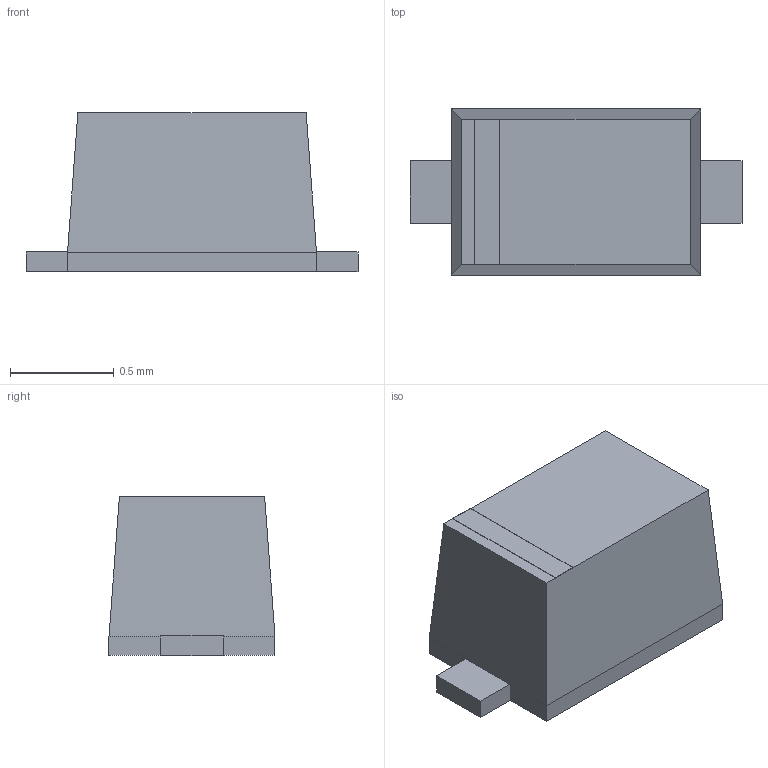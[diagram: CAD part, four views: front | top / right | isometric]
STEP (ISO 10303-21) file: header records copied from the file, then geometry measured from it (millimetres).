
FILE_DESCRIPTION(('FreeCAD Model'),'2;1');
FILE_NAME('18237836.1.1.stp','2023-11-14T08:24:15',( 'Author'),(''),'Open CASCADE STEP processor 6.9','FreeCAD','Unknown' );
FILE_SCHEMA(('AUTOMOTIVE_DESIGN { 1 0 10303 214 1 1 1 1 }'));
Length unit declared in the file: millimetre
Products named in the file (5): ASSEMBLY; Body; PinKIdent; PinK; PinA
Assembly tree (4 placements, depth 2):
  ASSEMBLY
    Body
    PinKIdent
    PinK
    PinA
Bounding box: 1.6 x 0.8 x 0.77 mm (x, y, z)
Volume: 0.7 mm3; surface area: 5.4 mm2
Topology: 4 solids, 4 shells, 28 faces, 56 edges, 36 vertices
Faces by surface type: plane 28
Entity records: 1555 total; most frequent: CARTESIAN_POINT 237, DIRECTION 234, LINE 168, VECTOR 168, ORIENTED_EDGE 112, PCURVE 112, DEFINITIONAL_REPRESENTATION 112, EDGE_CURVE 56
